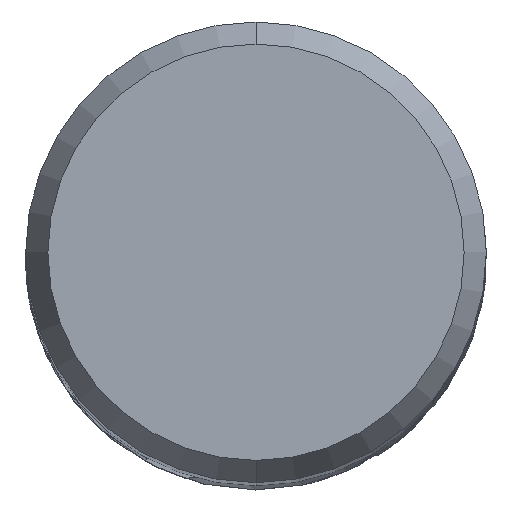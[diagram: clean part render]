
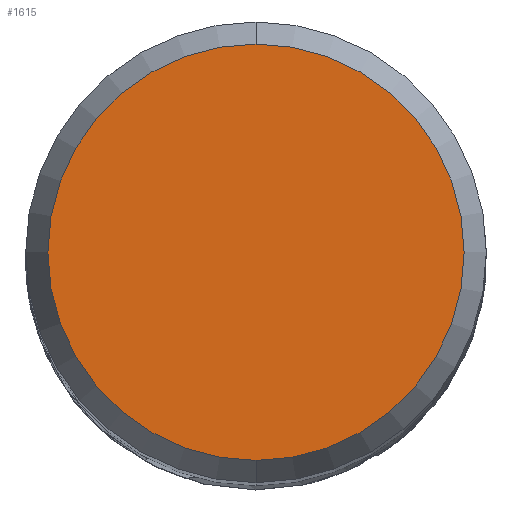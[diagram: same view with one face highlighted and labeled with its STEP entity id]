
A CAD part, top view. The second image highlights one B-rep face of the part: STEP entity #1615.
In plain terms, the highlighted planar face has unit normal (0, 0, 1).
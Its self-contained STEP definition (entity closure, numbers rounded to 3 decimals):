
#1037=EDGE_CURVE('',#1293,#1315,#2231,.T.);
#1269=EDGE_CURVE('',#1315,#1293,#2475,.T.);
#1293=VERTEX_POINT('',#2500);
#1315=VERTEX_POINT('',#2524);
#1615=ADVANCED_FACE('',(#2855),#2856,.T.);
#2231=CIRCLE('',#7313,5.423);
#2475=CIRCLE('',#8811,5.423);
#2500=CARTESIAN_POINT('',(0.,-5.423,0.0));
#2524=CARTESIAN_POINT('',(0.0,5.423,0.0));
#2855=FACE_OUTER_BOUND('',#12207,.T.);
#2856=PLANE('',#12208);
#7313=AXIS2_PLACEMENT_3D('',#14253,#14254,#14255);
#8811=AXIS2_PLACEMENT_3D('',#14433,#14434,#14435);
#12207=EDGE_LOOP('',(#14861,#14862));
#12208=AXIS2_PLACEMENT_3D('',#14863,#14864,#14865);
#14253=CARTESIAN_POINT('',(0.0,0.0,0.0));
#14254=DIRECTION('',(0.0,0.0,-1.0));
#14255=DIRECTION('',(0.0,1.0,0.0));
#14433=CARTESIAN_POINT('',(0.0,0.0,0.0));
#14434=DIRECTION('',(0.0,0.0,-1.0));
#14435=DIRECTION('',(0.0,1.0,0.0));
#14861=ORIENTED_EDGE('',*,*,#1269,.F.);
#14862=ORIENTED_EDGE('',*,*,#1037,.F.);
#14863=CARTESIAN_POINT('',(0.0,2.711,0.0));
#14864=DIRECTION('',(-0.0,0.0,1.0));
#14865=DIRECTION('',(0.0,-1.0,0.0));
